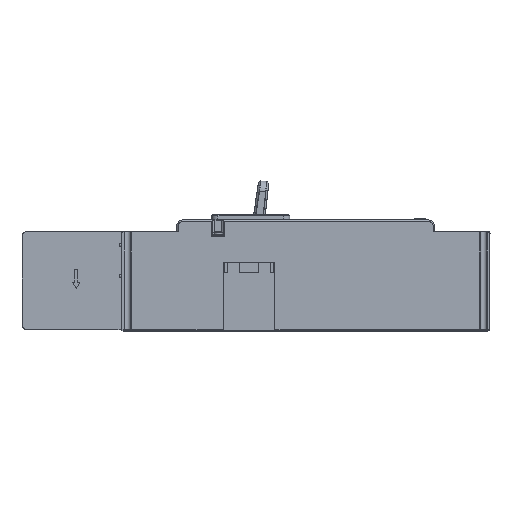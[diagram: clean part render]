
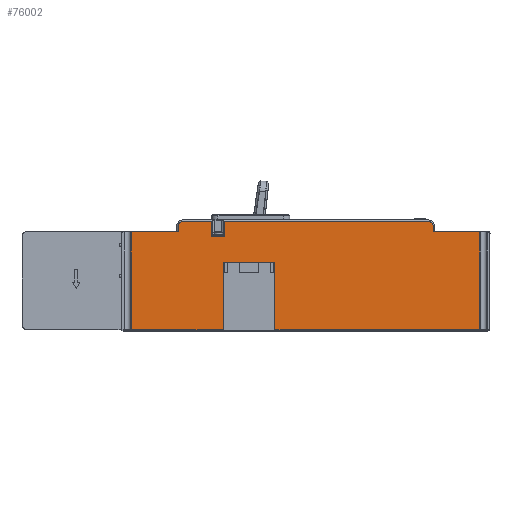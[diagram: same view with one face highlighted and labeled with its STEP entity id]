
A CAD part, top view. The second image highlights one B-rep face of the part: STEP entity #76002.
In plain terms, the highlighted planar face has unit normal (0, 0, 1).
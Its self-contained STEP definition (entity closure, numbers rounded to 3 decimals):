
#939=DIRECTION('',(1.,0.,0.));
#940=VECTOR('',#939,50.);
#941=CARTESIAN_POINT('',(-29.9,20.8,127.));
#942=LINE('',#941,#940);
#11032=DIRECTION('',(0.,1.,0.));
#11033=VECTOR('',#11032,94.7);
#11034=CARTESIAN_POINT('',(218.283,-44.4,127.));
#11035=LINE('',#11034,#11033);
#11045=DIRECTION('',(0.,1.,0.));
#11046=VECTOR('',#11045,65.2);
#11047=CARTESIAN_POINT('',(-29.9,-44.4,127.));
#11048=LINE('',#11047,#11046);
#11049=DIRECTION('',(0.,1.,0.));
#11050=VECTOR('',#11049,5.5);
#11051=CARTESIAN_POINT('',(-73.5,50.3,127.));
#11052=LINE('',#11051,#11050);
#11053=CARTESIAN_POINT('',(-69.,55.8,127.));
#11054=DIRECTION('',(0.,0.,-1.));
#11055=DIRECTION('',(-1.,0.,0.));
#11056=AXIS2_PLACEMENT_3D('',#11053,#11054,#11055);
#11058=DIRECTION('',(1.,0.,0.));
#11059=VECTOR('',#11058,28.1);
#11060=CARTESIAN_POINT('',(-69.,60.3,127.));
#11061=LINE('',#11060,#11059);
#11062=DIRECTION('',(1.,0.,0.));
#11063=VECTOR('',#11062,12.);
#11064=CARTESIAN_POINT('',(-40.9,45.3,127.));
#11065=LINE('',#11064,#11063);
#11066=DIRECTION('',(1.,0.,0.));
#11067=VECTOR('',#11066,197.4);
#11068=CARTESIAN_POINT('',(-28.9,60.3,127.));
#11069=LINE('',#11068,#11067);
#11070=CARTESIAN_POINT('',(168.5,55.8,127.));
#11071=DIRECTION('',(0.,0.,-1.));
#11072=DIRECTION('',(0.,1.,0.));
#11073=AXIS2_PLACEMENT_3D('',#11070,#11071,#11072);
#11075=DIRECTION('',(0.,-1.,0.));
#11076=VECTOR('',#11075,5.5);
#11077=CARTESIAN_POINT('',(173.,55.8,127.));
#11078=LINE('',#11077,#11076);
#11079=DIRECTION('',(0.,1.,0.));
#11080=VECTOR('',#11079,65.2);
#11081=CARTESIAN_POINT('',(20.1,-44.4,127.));
#11082=LINE('',#11081,#11080);
#11156=DIRECTION('',(1.,0.,0.));
#11157=VECTOR('',#11156,198.183);
#11158=CARTESIAN_POINT('',(20.1,-44.4,127.));
#11159=LINE('',#11158,#11157);
#22838=DIRECTION('',(-1.,0.,0.));
#22839=VECTOR('',#22838,45.283);
#22840=CARTESIAN_POINT('',(218.283,50.3,127.));
#22841=LINE('',#22840,#22839);
#22921=DIRECTION('',(0.,-1.,0.));
#22922=VECTOR('',#22921,15.);
#22923=CARTESIAN_POINT('',(-28.9,60.3,127.));
#22924=LINE('',#22923,#22922);
#22937=DIRECTION('',(0.,1.,0.));
#22938=VECTOR('',#22937,15.);
#22939=CARTESIAN_POINT('',(-40.9,45.3,127.));
#22940=LINE('',#22939,#22938);
#23434=DIRECTION('',(-1.,0.,0.));
#23435=VECTOR('',#23434,45.283);
#23436=CARTESIAN_POINT('',(-73.5,50.3,127.));
#23437=LINE('',#23436,#23435);
#23461=DIRECTION('',(0.,-1.,0.));
#23462=VECTOR('',#23461,94.7);
#23463=CARTESIAN_POINT('',(-118.783,50.3,127.));
#23464=LINE('',#23463,#23462);
#24389=DIRECTION('',(1.,0.,0.));
#24390=VECTOR('',#24389,88.883);
#24391=CARTESIAN_POINT('',(-118.783,-44.4,127.));
#24392=LINE('',#24391,#24390);
#48522=CARTESIAN_POINT('',(218.283,-44.4,127.));
#48524=VERTEX_POINT('',#48522);
#48534=CARTESIAN_POINT('',(-118.783,-44.4,127.));
#48536=VERTEX_POINT('',#48534);
#48914=CARTESIAN_POINT('',(20.1,-44.4,127.));
#48916=VERTEX_POINT('',#48914);
#48919=CARTESIAN_POINT('',(-29.9,-44.4,127.));
#48920=VERTEX_POINT('',#48919);
#52677=CARTESIAN_POINT('',(-40.9,45.3,127.));
#52678=CARTESIAN_POINT('',(-28.9,45.3,127.));
#52679=VERTEX_POINT('',#52677);
#52680=VERTEX_POINT('',#52678);
#52681=CARTESIAN_POINT('',(-28.9,60.3,127.));
#52682=VERTEX_POINT('',#52681);
#52683=CARTESIAN_POINT('',(168.5,60.3,127.));
#52684=VERTEX_POINT('',#52683);
#52685=CARTESIAN_POINT('',(173.,55.8,127.));
#52686=VERTEX_POINT('',#52685);
#52687=CARTESIAN_POINT('',(173.,50.3,127.));
#52688=VERTEX_POINT('',#52687);
#52689=CARTESIAN_POINT('',(-73.5,50.3,127.));
#52690=CARTESIAN_POINT('',(-73.5,55.8,127.));
#52691=VERTEX_POINT('',#52689);
#52692=VERTEX_POINT('',#52690);
#52693=CARTESIAN_POINT('',(-69.,60.3,127.));
#52694=VERTEX_POINT('',#52693);
#52695=CARTESIAN_POINT('',(-40.9,60.3,127.));
#52696=VERTEX_POINT('',#52695);
#57482=CARTESIAN_POINT('',(218.283,50.3,127.));
#57483=VERTEX_POINT('',#57482);
#57508=CARTESIAN_POINT('',(-118.783,50.3,127.));
#57510=VERTEX_POINT('',#57508);
#57948=CARTESIAN_POINT('',(20.1,20.8,127.));
#57949=VERTEX_POINT('',#57948);
#57950=CARTESIAN_POINT('',(-29.9,20.8,127.));
#57951=VERTEX_POINT('',#57950);
#75961=CARTESIAN_POINT('',(-128.5,20.8,127.));
#75962=DIRECTION('',(0.,0.,1.));
#75963=DIRECTION('',(1.,0.,0.));
#75964=AXIS2_PLACEMENT_3D('',#75961,#75962,#75963);
#75965=PLANE('',#75964);
#75966=ORIENTED_EDGE('',*,*,#62395,.F.);
#75968=ORIENTED_EDGE('',*,*,#75967,.F.);
#75970=ORIENTED_EDGE('',*,*,#75969,.F.);
#75972=ORIENTED_EDGE('',*,*,#75971,.F.);
#75974=ORIENTED_EDGE('',*,*,#75973,.F.);
#75976=ORIENTED_EDGE('',*,*,#75975,.T.);
#75978=ORIENTED_EDGE('',*,*,#75977,.T.);
#75980=ORIENTED_EDGE('',*,*,#75979,.T.);
#75982=ORIENTED_EDGE('',*,*,#75981,.F.);
#75984=ORIENTED_EDGE('',*,*,#75983,.T.);
#75986=ORIENTED_EDGE('',*,*,#75985,.F.);
#75988=ORIENTED_EDGE('',*,*,#75987,.T.);
#75990=ORIENTED_EDGE('',*,*,#75989,.T.);
#75992=ORIENTED_EDGE('',*,*,#75991,.T.);
#75994=ORIENTED_EDGE('',*,*,#75993,.F.);
#75995=ORIENTED_EDGE('',*,*,#75951,.F.);
#75997=ORIENTED_EDGE('',*,*,#75996,.F.);
#75999=ORIENTED_EDGE('',*,*,#75998,.T.);
#76000=EDGE_LOOP('',(#75966,#75968,#75970,#75972,#75974,#75976,#75978,#75980,
#75982,#75984,#75986,#75988,#75990,#75992,#75994,#75995,#75997,#75999));
#76001=FACE_OUTER_BOUND('',#76000,.F.);
#76002=ADVANCED_FACE('',(#76001),#75965,.T.);
#11057=CIRCLE('',#11056,4.5);
#11074=CIRCLE('',#11073,4.5);
#62395=EDGE_CURVE('',#57951,#57949,#942,.T.);
#75951=EDGE_CURVE('',#48524,#57483,#11035,.T.);
#75967=EDGE_CURVE('',#48920,#57951,#11048,.T.);
#75969=EDGE_CURVE('',#48536,#48920,#24392,.T.);
#75971=EDGE_CURVE('',#57510,#48536,#23464,.T.);
#75973=EDGE_CURVE('',#52691,#57510,#23437,.T.);
#75975=EDGE_CURVE('',#52691,#52692,#11052,.T.);
#75977=EDGE_CURVE('',#52692,#52694,#11057,.T.);
#75979=EDGE_CURVE('',#52694,#52696,#11061,.T.);
#75981=EDGE_CURVE('',#52679,#52696,#22940,.T.);
#75983=EDGE_CURVE('',#52679,#52680,#11065,.T.);
#75985=EDGE_CURVE('',#52682,#52680,#22924,.T.);
#75987=EDGE_CURVE('',#52682,#52684,#11069,.T.);
#75989=EDGE_CURVE('',#52684,#52686,#11074,.T.);
#75991=EDGE_CURVE('',#52686,#52688,#11078,.T.);
#75993=EDGE_CURVE('',#57483,#52688,#22841,.T.);
#75996=EDGE_CURVE('',#48916,#48524,#11159,.T.);
#75998=EDGE_CURVE('',#48916,#57949,#11082,.T.);
